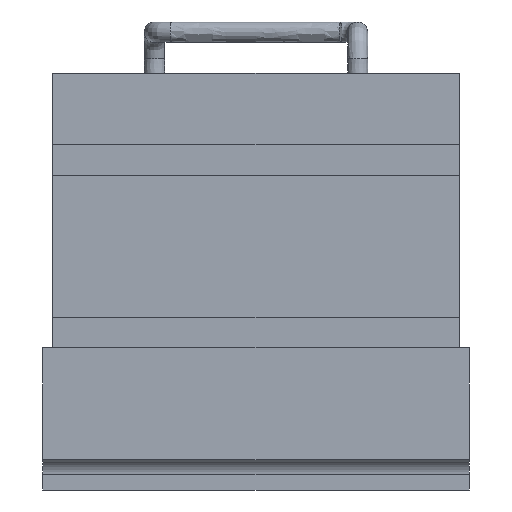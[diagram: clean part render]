
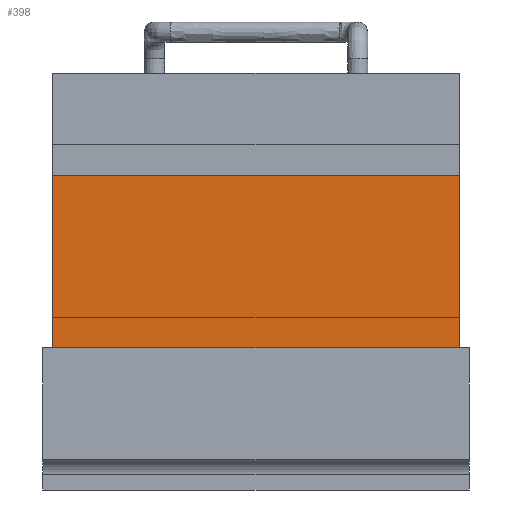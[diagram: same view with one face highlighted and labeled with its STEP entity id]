
A CAD part, front view. The second image highlights one B-rep face of the part: STEP entity #398.
In plain terms, the highlighted planar face has unit normal (0, -1, 0).
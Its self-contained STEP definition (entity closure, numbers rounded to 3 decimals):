
#398 = ADVANCED_FACE( '', ( #882 ), #883, .F. );
#882 = FACE_OUTER_BOUND( '', #14492, .T. );
#883 = PLANE( '', #14493 );
#14492 = EDGE_LOOP( '', ( #19663, #19664, #19665, #19666 ) );
#14493 = AXIS2_PLACEMENT_3D( '', #19667, #19668, #19669 );
#19663 = ORIENTED_EDGE( '', *, *, #20033, .T. );
#19664 = ORIENTED_EDGE( '', *, *, #20023, .F. );
#19665 = ORIENTED_EDGE( '', *, *, #19888, .F. );
#19666 = ORIENTED_EDGE( '', *, *, #20126, .T. );
#19667 = CARTESIAN_POINT( '', ( -1., -1.25, 1.35 ) );
#19668 = DIRECTION( '', ( 0., 1., 0. ) );
#19669 = DIRECTION( '', ( -1., 0., 0. ) );
#19888 = EDGE_CURVE( '', #20271, #20273, #20274, .T. );
#20023 = EDGE_CURVE( '', #20273, #20489, #20491, .T. );
#20033 = EDGE_CURVE( '', #20505, #20489, #20506, .T. );
#20126 = EDGE_CURVE( '', #20271, #20505, #20640, .T. );
#20271 = VERTEX_POINT( '', #21022 );
#20273 = VERTEX_POINT( '', #21025 );
#20274 = LINE( '', #21026, #21027 );
#20489 = VERTEX_POINT( '', #21432 );
#20491 = LINE( '', #21435, #21436 );
#20505 = VERTEX_POINT( '', #21454 );
#20506 = LINE( '', #21455, #21456 );
#20640 = LINE( '', #21710, #21711 );
#21022 = CARTESIAN_POINT( '', ( -1., -1.25, 1.35 ) );
#21025 = CARTESIAN_POINT( '', ( 1., -1.25, 1.35 ) );
#21026 = CARTESIAN_POINT( '', ( -1., -1.25, 1.35 ) );
#21027 = VECTOR( '', #21899, 1000. );
#21432 = CARTESIAN_POINT( '', ( 1., -1.25, 0. ) );
#21435 = CARTESIAN_POINT( '', ( 1., -1.25, 1.35 ) );
#21436 = VECTOR( '', #22092, 1000. );
#21454 = CARTESIAN_POINT( '', ( -1., -1.25, 0. ) );
#21455 = CARTESIAN_POINT( '', ( -1., -1.25, 0. ) );
#21456 = VECTOR( '', #22100, 1000. );
#21710 = CARTESIAN_POINT( '', ( -1., -1.25, 1.35 ) );
#21711 = VECTOR( '', #22208, 1000. );
#21899 = DIRECTION( '', ( 1., 0., 0. ) );
#22092 = DIRECTION( '', ( 0., 0., -1. ) );
#22100 = DIRECTION( '', ( 1., 0., 0. ) );
#22208 = DIRECTION( '', ( 0., 0., -1. ) );
